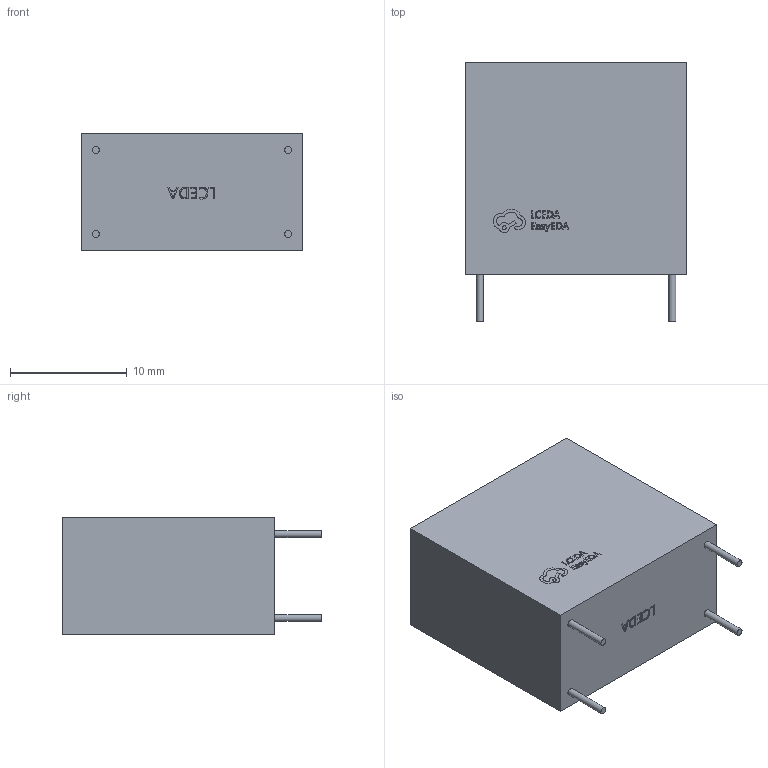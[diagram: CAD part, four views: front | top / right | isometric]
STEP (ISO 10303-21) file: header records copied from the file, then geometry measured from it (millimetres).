
FILE_DESCRIPTION(/* description */ (''),/* implementation_level */ '2;1');
FILE_NAME(/* name */ 'BOARDVET v6.step',/* time_stamp */ '2024-06-13T21:33:49+07:00',/* author */ (''),/* organization */ (''),/* preprocessor_version */ 'ST-DEVELOPER v20',/* originating_system */ 'Autodesk Translation Framework v12.20.1.177',/* authorisation */ '');
FILE_SCHEMA (('AUTOMOTIVE_DESIGN { 1 0 10303 214 3 1 1 }'));
Length unit declared in the file: millimetre
Products named in the file (5): BOARDVET; 3D_PCB1_2024-04-26; iqY7-L3; XFMR-TH_4P-L19.0-10.0-P7.20; COMPOUND (1)
Assembly tree (4 placements, depth 5):
  BOARDVET
    3D_PCB1_2024-04-26
      iqY7-L3
        XFMR-TH_4P-L19.0-10.0-P7.20
          COMPOUND (1)
Bounding box: 19 x 22.2 x 10.1 mm (x, y, z)
Volume: 3497.1 mm3; surface area: 1480.1 mm2
Topology: 14 solids, 14 shells, 304 faces, 795 edges, 530 vertices
Faces by surface type: plane 188, bspline 112, cylinder 4
Full cylindrical faces by diameter (mm): 0.6 x4
Entity records: 10632 total; most frequent: CARTESIAN_POINT 3491, ORIENTED_EDGE 1590, DIRECTION 1143, EDGE_CURVE 795, LINE 563, VECTOR 563, VERTEX_POINT 530, EDGE_LOOP 327
